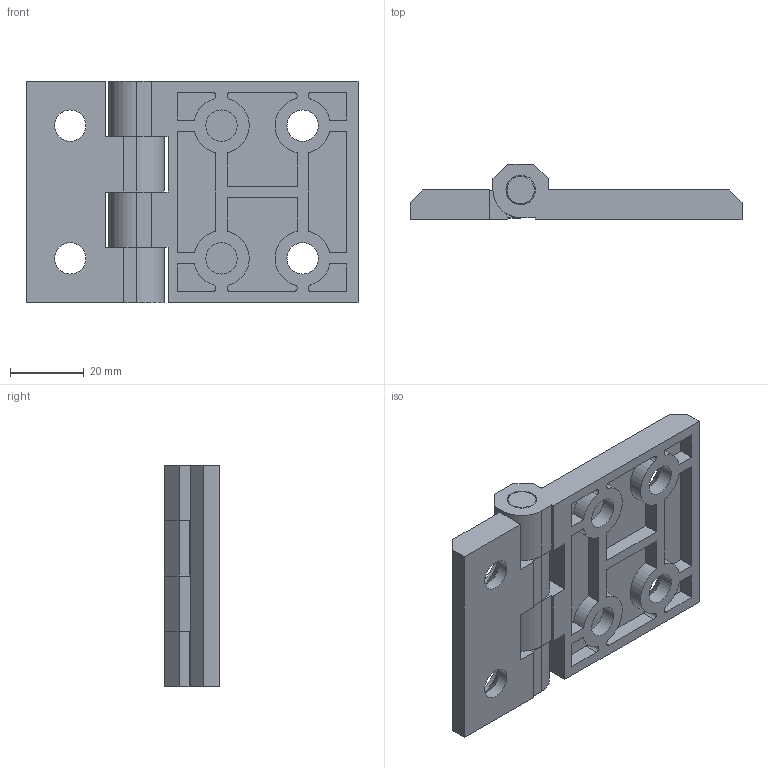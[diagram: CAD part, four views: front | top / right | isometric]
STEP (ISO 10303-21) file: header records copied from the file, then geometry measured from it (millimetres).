
FILE_DESCRIPTION (( 'STEP AP214' ), '1' );
FILE_NAME ('095027.STEP', '2014-11-27T12:57:34', ( 'Admin' ), ( 'Hewlett-Packard Company' ), 'SwSTEP 2.0', 'SolidWorks 2014', '' );
FILE_SCHEMA (( 'AUTOMOTIVE_DESIGN' ));
Length unit declared in the file: millimetre
Products named in the file (4): achse_8-60; 095027; 095009_095009-z; 095027_095027-z
Assembly tree (3 placements, depth 2):
  095027
    095009_095009-z
    095027_095027-z
    achse_8-60
Bounding box: 90 x 15 x 60 mm (x, y, z)
Volume: 36483.3 mm3; surface area: 20616.6 mm2
Topology: 3 solids, 3 shells, 137 faces, 358 edges, 237 vertices
Faces by surface type: plane 90, cylinder 41, cone 6
Full cylindrical faces by diameter (mm): 8 x5, 8.5 x6, 16.5 x2
Entity records: 4295 total; most frequent: CARTESIAN_POINT 713, DIRECTION 708, ORIENTED_EDGE 672, EDGE_CURVE 336, LINE 250, VECTOR 250, VERTEX_POINT 234, AXIS2_PLACEMENT_3D 229
